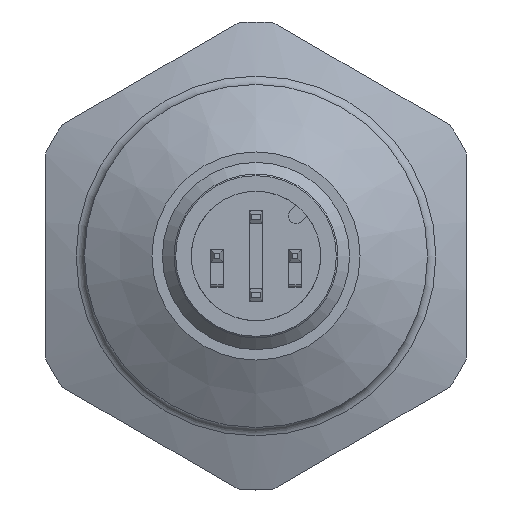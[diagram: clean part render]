
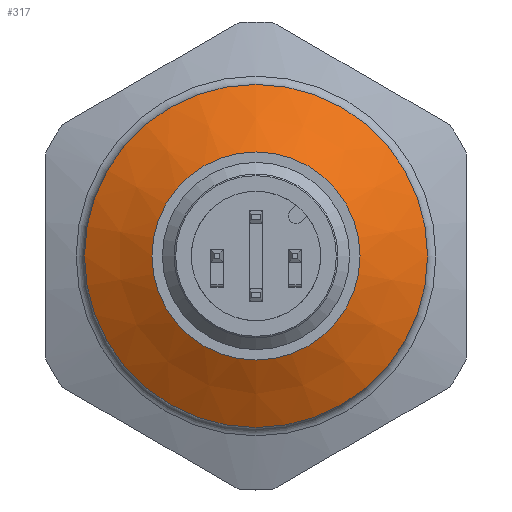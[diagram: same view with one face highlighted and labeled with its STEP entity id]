
A CAD part, front view. The second image highlights one B-rep face of the part: STEP entity #317.
In plain terms, the highlighted conical face has half-angle 60 degrees and reference radius 6.67 mm.
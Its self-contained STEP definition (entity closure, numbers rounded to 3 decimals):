
#317 = ADVANCED_FACE( '', ( #678, #679 ), #680, .T. );
#678 = FACE_OUTER_BOUND( '', #1066, .T. );
#679 = FACE_BOUND( '', #1067, .T. );
#680 = CONICAL_SURFACE( '', #1068, 6.67, 1.047 );
#1066 = EDGE_LOOP( '', ( #1936 ) );
#1067 = EDGE_LOOP( '', ( #1937 ) );
#1068 = AXIS2_PLACEMENT_3D( '', #1938, #1939, #1940 );
#1936 = ORIENTED_EDGE( '', *, *, #2456, .F. );
#1937 = ORIENTED_EDGE( '', *, *, #2249, .T. );
#1938 = CARTESIAN_POINT( '', ( 0., -58.1, 0. ) );
#1939 = DIRECTION( '', ( 0., 1., 0. ) );
#1940 = DIRECTION( '', ( 0., 0., 1. ) );
#2249 = EDGE_CURVE( '', #2689, #2689, #2690, .T. );
#2456 = EDGE_CURVE( '', #3019, #3019, #3020, .T. );
#2689 = VERTEX_POINT( '', #3326 );
#2690 = CIRCLE( '', #3327, 6.67 );
#3019 = VERTEX_POINT( '', #3822 );
#3020 = CIRCLE( '', #3823, 11. );
#3326 = CARTESIAN_POINT( '', ( 0., -58.1, 6.67 ) );
#3327 = AXIS2_PLACEMENT_3D( '', #4147, #4148, #4149 );
#3822 = CARTESIAN_POINT( '', ( 0., -55.6, 11. ) );
#3823 = AXIS2_PLACEMENT_3D( '', #4395, #4396, #4397 );
#4147 = CARTESIAN_POINT( '', ( 0., -58.1, 0. ) );
#4148 = DIRECTION( '', ( 0., 1., 0. ) );
#4149 = DIRECTION( '', ( 0., 0., 1. ) );
#4395 = CARTESIAN_POINT( '', ( 0., -55.6, 0. ) );
#4396 = DIRECTION( '', ( 0., 1., 0. ) );
#4397 = DIRECTION( '', ( 0., 0., 1. ) );
